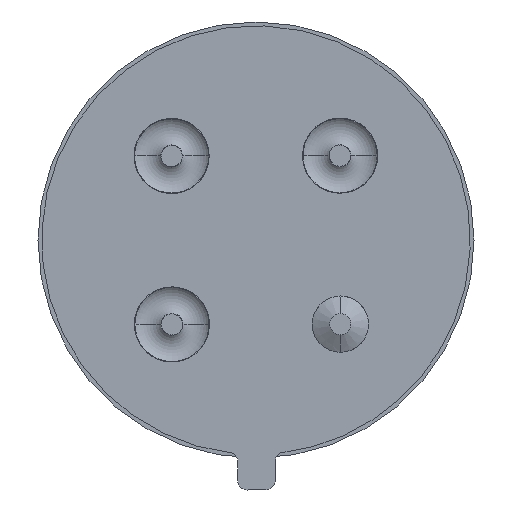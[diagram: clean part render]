
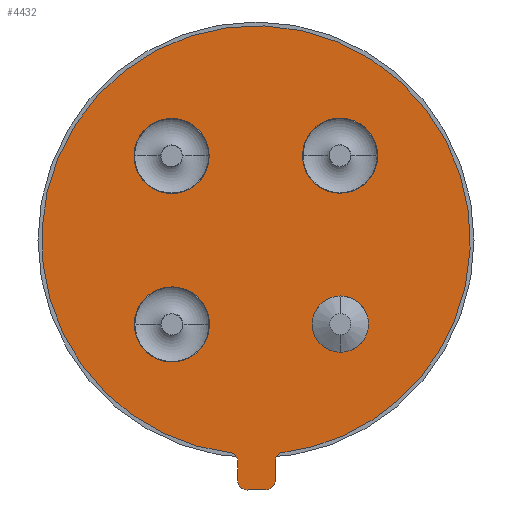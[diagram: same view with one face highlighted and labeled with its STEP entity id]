
A CAD part, front view. The second image highlights one B-rep face of the part: STEP entity #4432.
In plain terms, the highlighted planar face has unit normal (0, -1, 0).
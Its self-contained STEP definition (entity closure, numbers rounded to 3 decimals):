
#3928=CARTESIAN_POINT('',(0.,0.,0.));
#3929=DIRECTION('',(0.,-1.,0.));
#3930=DIRECTION('',(0.,0.,1.));
#3931=AXIS2_PLACEMENT_3D('',#3928,#3929,#3930);
#3933=CARTESIAN_POINT('',(0.,0.,0.));
#3934=DIRECTION('',(0.,-1.,0.));
#3935=DIRECTION('',(0.,0.,-1.));
#3936=AXIS2_PLACEMENT_3D('',#3933,#3934,#3935);
#3938=CARTESIAN_POINT('',(0.,0.,0.));
#3939=DIRECTION('',(0.,-1.,0.));
#3940=DIRECTION('',(-0.874,0.,-0.486));
#3941=AXIS2_PLACEMENT_3D('',#3938,#3939,#3940);
#3943=CARTESIAN_POINT('',(-4.135,0.,-2.362));
#3944=DIRECTION('',(0.,1.,0.));
#3945=DIRECTION('',(0.,0.,1.));
#3946=AXIS2_PLACEMENT_3D('',#3943,#3944,#3945);
#3948=CARTESIAN_POINT('',(-4.135,0.,-2.362));
#3949=DIRECTION('',(0.,1.,0.));
#3950=DIRECTION('',(-0.382,0.,0.924));
#3951=AXIS2_PLACEMENT_3D('',#3948,#3949,#3950);
#3953=DIRECTION('',(0.924,0.,0.382));
#3954=VECTOR('',#3953,0.406);
#3955=CARTESIAN_POINT('',(-4.586,0.,-2.333));
#3956=LINE('',#3955,#3954);
#3957=CARTESIAN_POINT('',(-4.663,0.,-2.148));
#3958=DIRECTION('',(0.,-1.,0.));
#3959=DIRECTION('',(0.,0.,-1.));
#3960=AXIS2_PLACEMENT_3D('',#3957,#3958,#3959);
#3962=CARTESIAN_POINT('',(-4.663,0.,-2.148));
#3963=DIRECTION('',(0.,-1.,0.));
#3964=DIRECTION('',(-0.924,0.,-0.383));
#3965=AXIS2_PLACEMENT_3D('',#3962,#3963,#3964);
#3967=DIRECTION('',(0.383,0.,-0.924));
#3968=VECTOR('',#3967,0.399);
#3969=CARTESIAN_POINT('',(-5.,0.,-1.856));
#3970=LINE('',#3969,#3968);
#3971=CARTESIAN_POINT('',(-4.816,0.,-1.78));
#3972=DIRECTION('',(0.,-1.,0.));
#3973=DIRECTION('',(-0.376,0.,0.927));
#3974=AXIS2_PLACEMENT_3D('',#3971,#3972,#3973);
#3976=DIRECTION('',(-0.927,0.,-0.376));
#3977=VECTOR('',#3976,0.403);
#3978=CARTESIAN_POINT('',(-4.517,0.,-1.443));
#3979=LINE('',#3978,#3977);
#3980=CARTESIAN_POINT('',(-4.592,0.,-1.257));
#3981=DIRECTION('',(0.,1.,0.));
#3982=DIRECTION('',(1.,0.,-0.022));
#3983=AXIS2_PLACEMENT_3D('',#3980,#3981,#3982);
#3985=CARTESIAN_POINT('',(-0.972,0.,-2.347));
#3986=DIRECTION('',(0.,1.,0.));
#3987=DIRECTION('',(0.,0.,1.));
#3988=AXIS2_PLACEMENT_3D('',#3985,#3986,#3987);
#3990=CARTESIAN_POINT('',(-0.972,0.,-2.347));
#3991=DIRECTION('',(0.,1.,0.));
#3992=DIRECTION('',(0.,0.,-1.));
#3993=AXIS2_PLACEMENT_3D('',#3990,#3991,#3992);
#3995=CARTESIAN_POINT('',(0.972,0.,2.347));
#3996=DIRECTION('',(0.,1.,0.));
#3997=DIRECTION('',(0.,0.,1.));
#3998=AXIS2_PLACEMENT_3D('',#3995,#3996,#3997);
#4000=CARTESIAN_POINT('',(0.972,0.,2.347));
#4001=DIRECTION('',(0.,1.,0.));
#4002=DIRECTION('',(0.,0.,-1.));
#4003=AXIS2_PLACEMENT_3D('',#4000,#4001,#4002);
#4005=CARTESIAN_POINT('',(2.347,0.,-0.972));
#4006=DIRECTION('',(0.,1.,0.));
#4007=DIRECTION('',(0.,0.,1.));
#4008=AXIS2_PLACEMENT_3D('',#4005,#4006,#4007);
#4010=CARTESIAN_POINT('',(2.347,0.,-0.972));
#4011=DIRECTION('',(0.,1.,0.));
#4012=DIRECTION('',(0.,0.,-1.));
#4013=AXIS2_PLACEMENT_3D('',#4010,#4011,#4012);
#4015=CARTESIAN_POINT('',(-2.347,0.,0.972));
#4016=DIRECTION('',(0.,1.,0.));
#4017=DIRECTION('',(0.,0.,1.));
#4018=AXIS2_PLACEMENT_3D('',#4015,#4016,#4017);
#4020=CARTESIAN_POINT('',(-2.347,0.,0.972));
#4021=DIRECTION('',(0.,1.,0.));
#4022=DIRECTION('',(0.,0.,-1.));
#4023=AXIS2_PLACEMENT_3D('',#4020,#4021,#4022);
#4278=CARTESIAN_POINT('',(-4.663,0.,-2.348));
#4280=VERTEX_POINT('',#4278);
#4282=CARTESIAN_POINT('',(-4.211,0.,-2.177));
#4284=VERTEX_POINT('',#4282);
#4292=CARTESIAN_POINT('',(-2.347,0.,1.772));
#4293=CARTESIAN_POINT('',(-2.347,0.,0.172));
#4294=VERTEX_POINT('',#4292);
#4295=VERTEX_POINT('',#4293);
#4296=CARTESIAN_POINT('',(-4.135,0.,-2.162));
#4297=VERTEX_POINT('',#4296);
#4298=CARTESIAN_POINT('',(-3.995,0.,-2.219));
#4299=VERTEX_POINT('',#4298);
#4300=CARTESIAN_POINT('',(0.,0.,4.57));
#4301=CARTESIAN_POINT('',(-4.392,0.,
-1.262));
#4302=VERTEX_POINT('',#4300);
#4303=VERTEX_POINT('',#4301);
#4308=CARTESIAN_POINT('',(0.972,0.,1.547));
#4310=VERTEX_POINT('',#4308);
#4315=CARTESIAN_POINT('',(-4.517,0.,-1.443));
#4317=VERTEX_POINT('',#4315);
#4318=CARTESIAN_POINT('',(-4.586,0.,-2.333));
#4319=VERTEX_POINT('',#4318);
#4320=CARTESIAN_POINT('',(0.972,0.,3.147));
#4321=VERTEX_POINT('',#4320);
#4336=CARTESIAN_POINT('',(2.347,0.,-0.172));
#4337=CARTESIAN_POINT('',(2.347,0.,-1.772));
#4338=VERTEX_POINT('',#4336);
#4339=VERTEX_POINT('',#4337);
#4344=CARTESIAN_POINT('',(0.,0.,-4.57));
#4345=VERTEX_POINT('',#4344);
#4346=CARTESIAN_POINT('',(-5.,0.,-1.856));
#4347=CARTESIAN_POINT('',(-4.848,0.,-2.225));
#4348=VERTEX_POINT('',#4346);
#4349=VERTEX_POINT('',#4347);
#4350=CARTESIAN_POINT('',(-4.891,0.,-1.594));
#4352=VERTEX_POINT('',#4350);
#4354=CARTESIAN_POINT('',(-0.972,0.,-1.747));
#4355=CARTESIAN_POINT('',(-0.972,0.,-2.947));
#4356=VERTEX_POINT('',#4354);
#4357=VERTEX_POINT('',#4355);
#4378=CARTESIAN_POINT('',(0.,0.,0.));
#4379=DIRECTION('',(0.,-1.,0.));
#4380=DIRECTION('',(0.,0.,-1.));
#4381=AXIS2_PLACEMENT_3D('',#4378,#4379,#4380);
#4382=PLANE('',#4381);
#4384=ORIENTED_EDGE('',*,*,#4383,.F.);
#4386=ORIENTED_EDGE('',*,*,#4385,.F.);
#4388=ORIENTED_EDGE('',*,*,#4387,.F.);
#4390=ORIENTED_EDGE('',*,*,#4389,.F.);
#4392=ORIENTED_EDGE('',*,*,#4391,.F.);
#4393=ORIENTED_EDGE('',*,*,#4367,.F.);
#4395=ORIENTED_EDGE('',*,*,#4394,.F.);
#4397=ORIENTED_EDGE('',*,*,#4396,.F.);
#4399=ORIENTED_EDGE('',*,*,#4398,.F.);
#4401=ORIENTED_EDGE('',*,*,#4400,.F.);
#4403=ORIENTED_EDGE('',*,*,#4402,.F.);
#4405=ORIENTED_EDGE('',*,*,#4404,.F.);
#4406=EDGE_LOOP('',(#4384,#4386,#4388,#4390,#4392,#4393,#4395,#4397,#4399,#4401,
#4403,#4405));
#4407=FACE_OUTER_BOUND('',#4406,.F.);
#4409=ORIENTED_EDGE('',*,*,#4408,.F.);
#4411=ORIENTED_EDGE('',*,*,#4410,.F.);
#4412=EDGE_LOOP('',(#4409,#4411));
#4413=FACE_BOUND('',#4412,.F.);
#4415=ORIENTED_EDGE('',*,*,#4414,.F.);
#4417=ORIENTED_EDGE('',*,*,#4416,.F.);
#4418=EDGE_LOOP('',(#4415,#4417));
#4419=FACE_BOUND('',#4418,.F.);
#4421=ORIENTED_EDGE('',*,*,#4420,.F.);
#4423=ORIENTED_EDGE('',*,*,#4422,.F.);
#4424=EDGE_LOOP('',(#4421,#4423));
#4425=FACE_BOUND('',#4424,.F.);
#4427=ORIENTED_EDGE('',*,*,#4426,.F.);
#4429=ORIENTED_EDGE('',*,*,#4428,.F.);
#4430=EDGE_LOOP('',(#4427,#4429));
#4431=FACE_BOUND('',#4430,.F.);
#3932=CIRCLE('',#3931,4.57);
#3937=CIRCLE('',#3936,4.57);
#3942=CIRCLE('',#3941,4.57);
#3947=CIRCLE('',#3946,0.2);
#3952=CIRCLE('',#3951,0.2);
#3961=CIRCLE('',#3960,0.2);
#3966=CIRCLE('',#3965,0.2);
#3975=CIRCLE('',#3974,0.2);
#3984=CIRCLE('',#3983,0.2);
#3989=CIRCLE('',#3988,0.6);
#3994=CIRCLE('',#3993,0.6);
#3999=CIRCLE('',#3998,0.8);
#4004=CIRCLE('',#4003,0.8);
#4009=CIRCLE('',#4008,0.8);
#4014=CIRCLE('',#4013,0.8);
#4019=CIRCLE('',#4018,0.8);
#4024=CIRCLE('',#4023,0.8);
#4367=EDGE_CURVE('',#4319,#4284,#3956,.T.);
#4383=EDGE_CURVE('',#4302,#4303,#3932,.T.);
#4385=EDGE_CURVE('',#4345,#4302,#3937,.T.);
#4387=EDGE_CURVE('',#4299,#4345,#3942,.T.);
#4389=EDGE_CURVE('',#4297,#4299,#3947,.T.);
#4391=EDGE_CURVE('',#4284,#4297,#3952,.T.);
#4394=EDGE_CURVE('',#4280,#4319,#3961,.T.);
#4396=EDGE_CURVE('',#4349,#4280,#3966,.T.);
#4398=EDGE_CURVE('',#4348,#4349,#3970,.T.);
#4400=EDGE_CURVE('',#4352,#4348,#3975,.T.);
#4402=EDGE_CURVE('',#4317,#4352,#3979,.T.);
#4404=EDGE_CURVE('',#4303,#4317,#3984,.T.);
#4408=EDGE_CURVE('',#4356,#4357,#3989,.T.);
#4410=EDGE_CURVE('',#4357,#4356,#3994,.T.);
#4414=EDGE_CURVE('',#4321,#4310,#3999,.T.);
#4416=EDGE_CURVE('',#4310,#4321,#4004,.T.);
#4420=EDGE_CURVE('',#4338,#4339,#4009,.T.);
#4422=EDGE_CURVE('',#4339,#4338,#4014,.T.);
#4426=EDGE_CURVE('',#4294,#4295,#4019,.T.);
#4428=EDGE_CURVE('',#4295,#4294,#4024,.T.);
#4432=ADVANCED_FACE('',(#4407,#4413,#4419,#4425,#4431),#4382,.T.);
